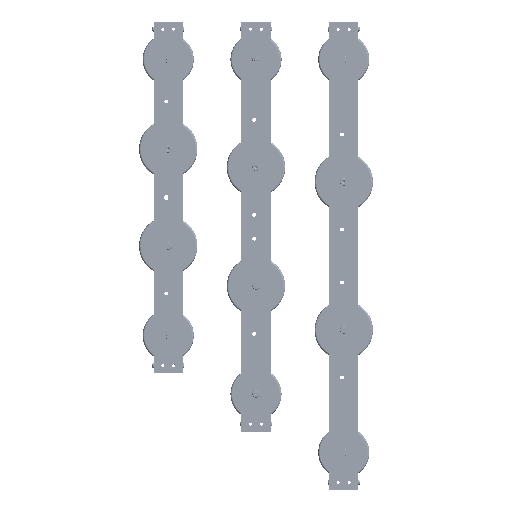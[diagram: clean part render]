
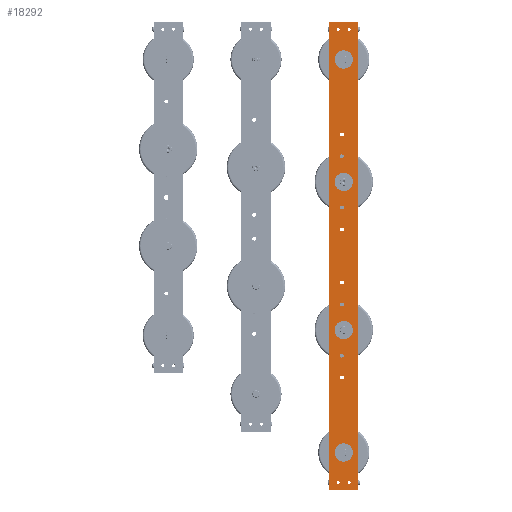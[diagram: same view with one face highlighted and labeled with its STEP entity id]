
A CAD part, left-side view. The second image highlights one B-rep face of the part: STEP entity #18292.
In plain terms, the highlighted planar face has unit normal (-1, 0, 0).
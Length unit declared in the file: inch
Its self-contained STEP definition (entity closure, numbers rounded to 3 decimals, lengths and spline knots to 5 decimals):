
#889=LINE($,#27556,#2021);
#897=LINE($,#27571,#2029);
#898=LINE($,#27574,#2030);
#899=LINE($,#27575,#2031);
#2021=VECTOR($,#21866,2.);
#2029=VECTOR($,#21878,32.);
#2030=VECTOR($,#21881,2.);
#2031=VECTOR($,#21882,32.);
#3148=PLANE($,#19447);
#3612=FACE_BOUND($,#5212,.T.);
#3613=FACE_BOUND($,#5213,.T.);
#3614=FACE_BOUND($,#5214,.T.);
#3615=FACE_BOUND($,#5215,.T.);
#3616=FACE_BOUND($,#5216,.T.);
#3617=FACE_BOUND($,#5217,.T.);
#3618=FACE_BOUND($,#5218,.T.);
#3619=FACE_BOUND($,#5219,.T.);
#3620=FACE_BOUND($,#5220,.T.);
#3621=FACE_BOUND($,#5221,.T.);
#3622=FACE_BOUND($,#5222,.T.);
#3623=FACE_BOUND($,#5223,.T.);
#3624=FACE_BOUND($,#5224,.T.);
#3625=FACE_BOUND($,#5225,.T.);
#3626=FACE_BOUND($,#5226,.T.);
#3627=FACE_BOUND($,#5227,.T.);
#3628=FACE_BOUND($,#5228,.T.);
#5212=EDGE_LOOP($,(#12486));
#5213=EDGE_LOOP($,(#12487));
#5214=EDGE_LOOP($,(#12488));
#5215=EDGE_LOOP($,(#12489));
#5216=EDGE_LOOP($,(#12490));
#5217=EDGE_LOOP($,(#12491));
#5218=EDGE_LOOP($,(#12492));
#5219=EDGE_LOOP($,(#12493));
#5220=EDGE_LOOP($,(#12494));
#5221=EDGE_LOOP($,(#12495));
#5222=EDGE_LOOP($,(#12496));
#5223=EDGE_LOOP($,(#12497));
#5224=EDGE_LOOP($,(#12498));
#5225=EDGE_LOOP($,(#12499));
#5226=EDGE_LOOP($,(#12500));
#5227=EDGE_LOOP($,(#12501));
#5228=EDGE_LOOP($,(#12502,#12503,#12504,#12505));
#6642=CIRCLE($,#19333,0.133);
#6646=CIRCLE($,#19339,0.133);
#6650=CIRCLE($,#19345,0.133);
#6654=CIRCLE($,#19351,0.133);
#6658=CIRCLE($,#19357,0.133);
#6662=CIRCLE($,#19363,0.133);
#6666=CIRCLE($,#19369,0.133);
#6670=CIRCLE($,#19375,0.133);
#6682=CIRCLE($,#19393,0.1005);
#6686=CIRCLE($,#19399,0.1005);
#6690=CIRCLE($,#19405,0.1005);
#6694=CIRCLE($,#19411,0.1005);
#6698=CIRCLE($,#19417,0.5625);
#6702=CIRCLE($,#19423,0.5625);
#6706=CIRCLE($,#19429,0.5625);
#6710=CIRCLE($,#19435,0.5625);
#7774=VERTEX_POINT($,#27350);
#7778=VERTEX_POINT($,#27360);
#7782=VERTEX_POINT($,#27370);
#7786=VERTEX_POINT($,#27380);
#7790=VERTEX_POINT($,#27390);
#7794=VERTEX_POINT($,#27400);
#7798=VERTEX_POINT($,#27410);
#7802=VERTEX_POINT($,#27420);
#7814=VERTEX_POINT($,#27450);
#7818=VERTEX_POINT($,#27460);
#7822=VERTEX_POINT($,#27470);
#7826=VERTEX_POINT($,#27480);
#7830=VERTEX_POINT($,#27490);
#7834=VERTEX_POINT($,#27500);
#7838=VERTEX_POINT($,#27510);
#7842=VERTEX_POINT($,#27520);
#7854=VERTEX_POINT($,#27554);
#7855=VERTEX_POINT($,#27555);
#7860=VERTEX_POINT($,#27569);
#7861=VERTEX_POINT($,#27573);
#9671=EDGE_CURVE($,#7774,#7774,#6642,.T.);
#9675=EDGE_CURVE($,#7778,#7778,#6646,.T.);
#9679=EDGE_CURVE($,#7782,#7782,#6650,.T.);
#9683=EDGE_CURVE($,#7786,#7786,#6654,.T.);
#9687=EDGE_CURVE($,#7790,#7790,#6658,.T.);
#9691=EDGE_CURVE($,#7794,#7794,#6662,.T.);
#9695=EDGE_CURVE($,#7798,#7798,#6666,.T.);
#9699=EDGE_CURVE($,#7802,#7802,#6670,.T.);
#9711=EDGE_CURVE($,#7814,#7814,#6682,.T.);
#9715=EDGE_CURVE($,#7818,#7818,#6686,.T.);
#9719=EDGE_CURVE($,#7822,#7822,#6690,.T.);
#9723=EDGE_CURVE($,#7826,#7826,#6694,.T.);
#9727=EDGE_CURVE($,#7830,#7830,#6698,.T.);
#9731=EDGE_CURVE($,#7834,#7834,#6702,.T.);
#9735=EDGE_CURVE($,#7838,#7838,#6706,.T.);
#9739=EDGE_CURVE($,#7842,#7842,#6710,.T.);
#9755=EDGE_CURVE($,#7854,#7855,#889,.T.);
#9763=EDGE_CURVE($,#7860,#7855,#897,.T.);
#9764=EDGE_CURVE($,#7860,#7861,#898,.T.);
#9765=EDGE_CURVE($,#7854,#7861,#899,.T.);
#12486=ORIENTED_EDGE($,*,*,#9671,.T.);
#12487=ORIENTED_EDGE($,*,*,#9675,.T.);
#12488=ORIENTED_EDGE($,*,*,#9679,.T.);
#12489=ORIENTED_EDGE($,*,*,#9683,.T.);
#12490=ORIENTED_EDGE($,*,*,#9687,.T.);
#12491=ORIENTED_EDGE($,*,*,#9691,.T.);
#12492=ORIENTED_EDGE($,*,*,#9695,.T.);
#12493=ORIENTED_EDGE($,*,*,#9699,.T.);
#12494=ORIENTED_EDGE($,*,*,#9711,.T.);
#12495=ORIENTED_EDGE($,*,*,#9715,.T.);
#12496=ORIENTED_EDGE($,*,*,#9719,.T.);
#12497=ORIENTED_EDGE($,*,*,#9723,.T.);
#12498=ORIENTED_EDGE($,*,*,#9727,.T.);
#12499=ORIENTED_EDGE($,*,*,#9731,.T.);
#12500=ORIENTED_EDGE($,*,*,#9735,.T.);
#12501=ORIENTED_EDGE($,*,*,#9739,.T.);
#12502=ORIENTED_EDGE($,*,*,#9764,.T.);
#12503=ORIENTED_EDGE($,*,*,#9765,.F.);
#12504=ORIENTED_EDGE($,*,*,#9755,.T.);
#12505=ORIENTED_EDGE($,*,*,#9763,.F.);
#18292=ADVANCED_FACE($,(#3612,#3613,#3614,#3615,#3616,#3617,#3618,#3619,
#3620,#3621,#3622,#3623,#3624,#3625,#3626,#3627,#3628),#3148,.T.);
#19333=AXIS2_PLACEMENT_3D($,#27351,#21630,#21631);
#19339=AXIS2_PLACEMENT_3D($,#27361,#21642,#21643);
#19345=AXIS2_PLACEMENT_3D($,#27371,#21654,#21655);
#19351=AXIS2_PLACEMENT_3D($,#27381,#21666,#21667);
#19357=AXIS2_PLACEMENT_3D($,#27391,#21678,#21679);
#19363=AXIS2_PLACEMENT_3D($,#27401,#21690,#21691);
#19369=AXIS2_PLACEMENT_3D($,#27411,#21702,#21703);
#19375=AXIS2_PLACEMENT_3D($,#27421,#21714,#21715);
#19393=AXIS2_PLACEMENT_3D($,#27451,#21750,#21751);
#19399=AXIS2_PLACEMENT_3D($,#27461,#21762,#21763);
#19405=AXIS2_PLACEMENT_3D($,#27471,#21774,#21775);
#19411=AXIS2_PLACEMENT_3D($,#27481,#21786,#21787);
#19417=AXIS2_PLACEMENT_3D($,#27491,#21798,#21799);
#19423=AXIS2_PLACEMENT_3D($,#27501,#21810,#21811);
#19429=AXIS2_PLACEMENT_3D($,#27511,#21822,#21823);
#19435=AXIS2_PLACEMENT_3D($,#27521,#21834,#21835);
#19447=AXIS2_PLACEMENT_3D($,#27572,#21879,#21880);
#21630=DIRECTION('center_axis',(1.,0.,0.));
#21631=DIRECTION('ref_axis',(0.,0.,1.));
#21642=DIRECTION('center_axis',(1.,0.,0.));
#21643=DIRECTION('ref_axis',(0.,0.,1.));
#21654=DIRECTION('center_axis',(1.,0.,0.));
#21655=DIRECTION('ref_axis',(0.,0.,1.));
#21666=DIRECTION('center_axis',(1.,0.,0.));
#21667=DIRECTION('ref_axis',(0.,0.,1.));
#21678=DIRECTION('center_axis',(1.,0.,0.));
#21679=DIRECTION('ref_axis',(0.,0.,1.));
#21690=DIRECTION('center_axis',(1.,0.,0.));
#21691=DIRECTION('ref_axis',(0.,0.,1.));
#21702=DIRECTION('center_axis',(1.,0.,0.));
#21703=DIRECTION('ref_axis',(0.,0.,1.));
#21714=DIRECTION('center_axis',(1.,0.,0.));
#21715=DIRECTION('ref_axis',(0.,0.,1.));
#21750=DIRECTION('center_axis',(1.,0.,0.));
#21751=DIRECTION('ref_axis',(0.,0.,-1.));
#21762=DIRECTION('center_axis',(1.,0.,0.));
#21763=DIRECTION('ref_axis',(0.,0.,-1.));
#21774=DIRECTION('center_axis',(1.,0.,0.));
#21775=DIRECTION('ref_axis',(0.,0.,-1.));
#21786=DIRECTION('center_axis',(1.,0.,0.));
#21787=DIRECTION('ref_axis',(0.,0.,-1.));
#21798=DIRECTION('center_axis',(1.,0.,0.));
#21799=DIRECTION('ref_axis',(0.,0.,1.));
#21810=DIRECTION('center_axis',(1.,0.,0.));
#21811=DIRECTION('ref_axis',(0.,0.,1.));
#21822=DIRECTION('center_axis',(1.,0.,0.));
#21823=DIRECTION('ref_axis',(0.,0.,1.));
#21834=DIRECTION('center_axis',(1.,0.,0.));
#21835=DIRECTION('ref_axis',(0.,0.,1.));
#21866=DIRECTION($,(0.,-1.,0.));
#21878=DIRECTION($,(0.,0.,-1.));
#21879=DIRECTION('center_axis',(-1.,0.,0.));
#21880=DIRECTION('ref_axis',(0.,0.,1.));
#21881=DIRECTION($,(0.,1.,0.));
#21882=DIRECTION($,(0.,0.,1.));
#27350=CARTESIAN_POINT('',(-0.5,0.125,1.679));
#27351=CARTESIAN_POINT('Origin',(-0.5,0.125,1.812));
#27360=CARTESIAN_POINT('',(-0.5,0.125,3.179));
#27361=CARTESIAN_POINT('Origin',(-0.5,0.125,3.312));
#27370=CARTESIAN_POINT('',(-0.5,0.125,6.679));
#27371=CARTESIAN_POINT('Origin',(-0.5,0.125,6.812));
#27380=CARTESIAN_POINT('',(-0.5,0.125,8.179));
#27381=CARTESIAN_POINT('Origin',(-0.5,0.125,8.312));
#27390=CARTESIAN_POINT('',(-0.5,0.125,-6.945));
#27391=CARTESIAN_POINT('Origin',(-0.5,0.125,-6.812));
#27400=CARTESIAN_POINT('',(-0.5,0.125,-1.945));
#27401=CARTESIAN_POINT('Origin',(-0.5,0.125,-1.812));
#27410=CARTESIAN_POINT('',(-0.5,0.125,-8.445));
#27411=CARTESIAN_POINT('Origin',(-0.5,0.125,-8.312));
#27420=CARTESIAN_POINT('',(-0.5,0.125,-3.445));
#27421=CARTESIAN_POINT('Origin',(-0.5,0.125,-3.312));
#27450=CARTESIAN_POINT('',(-0.5,-0.375,15.6005));
#27451=CARTESIAN_POINT('Origin',(-0.5,-0.375,15.5));
#27460=CARTESIAN_POINT('',(-0.5,0.375,15.6005));
#27461=CARTESIAN_POINT('Origin',(-0.5,0.375,15.5));
#27470=CARTESIAN_POINT('',(-0.5,-0.375,-15.3995));
#27471=CARTESIAN_POINT('Origin',(-0.5,-0.375,-15.5));
#27480=CARTESIAN_POINT('',(-0.5,0.375,-15.3995));
#27481=CARTESIAN_POINT('Origin',(-0.5,0.375,-15.5));
#27490=CARTESIAN_POINT('',(-0.5,0.,-13.9985));
#27491=CARTESIAN_POINT('Origin',(-0.5,0.,-13.436));
#27500=CARTESIAN_POINT('',(-0.5,0.,-5.6245));
#27501=CARTESIAN_POINT('Origin',(-0.5,0.,-5.062));
#27510=CARTESIAN_POINT('',(-0.5,0.,12.8735));
#27511=CARTESIAN_POINT('Origin',(-0.5,0.,13.436));
#27520=CARTESIAN_POINT('',(-0.5,0.,4.4995));
#27521=CARTESIAN_POINT('Origin',(-0.5,0.,5.062));
#27554=CARTESIAN_POINT('',(-0.5,1.,-16.));
#27555=CARTESIAN_POINT('',(-0.5,-1.,-16.));
#27556=CARTESIAN_POINT($,(-0.5,-1.,-16.));
#27569=CARTESIAN_POINT('',(-0.5,-1.,16.));
#27571=CARTESIAN_POINT($,(-0.5,-1.,0.));
#27572=CARTESIAN_POINT('Origin',(-0.5,-1.,0.));
#27573=CARTESIAN_POINT('',(-0.5,1.,16.));
#27574=CARTESIAN_POINT($,(-0.5,-1.,16.));
#27575=CARTESIAN_POINT($,(-0.5,1.,0.));
